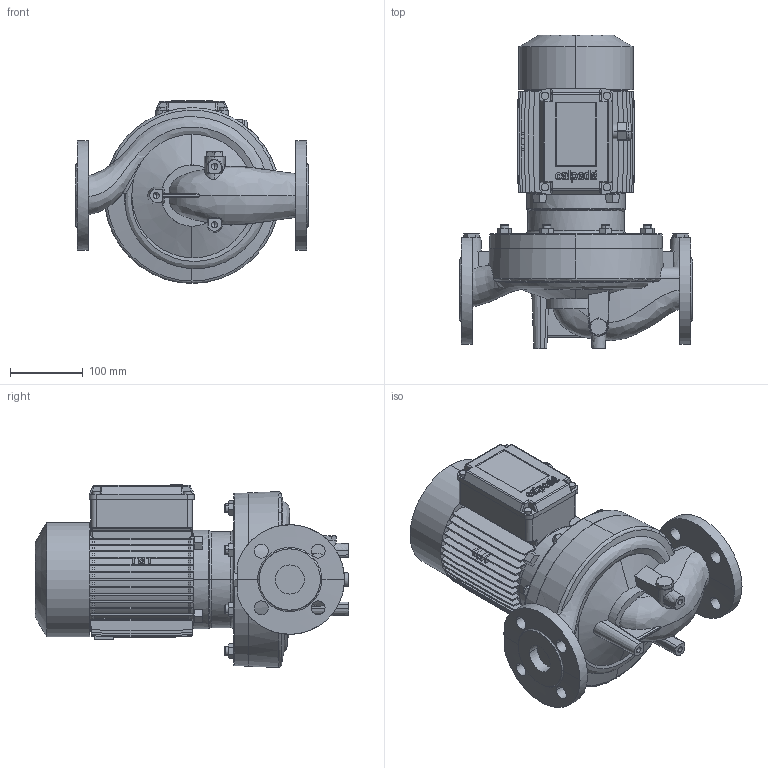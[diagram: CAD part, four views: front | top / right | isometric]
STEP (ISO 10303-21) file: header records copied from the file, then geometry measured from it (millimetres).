
FILE_DESCRIPTION (( 'STEP AP214' ), '1' );
FILE_NAME ('4.93.504.33swa01.step', '2022-02-16T11:28:56', ( '' ), ( '' ), 'SwSTEP 2.0', 'SolidWorks 2020', '' );
FILE_SCHEMA (( 'AUTOMOTIVE_DESIGN' ));
Length unit declared in the file: millimetre
Products named in the file (4): 10007670swn00_M20x1.5; 10007570swp00_80 SZ VER.; 4.93.504.33swa01; Copia di Corpo pompa^4.93.504.33swa01
Assembly tree (3 placements, depth 2):
  4.93.504.33swa01
    Copia di Corpo pompa^4.93.504.33swa01
    10007570swp00_80 SZ VER.
    10007670swn00_M20x1.5
Bounding box: 320.01 x 430 x 250.62 mm (x, y, z)
Volume: 9793498 mm3; surface area: 630141.9 mm2
Topology: 3 solids, 3 shells, 1371 faces, 3597 edges, 2320 vertices
Faces by surface type: plane 808, cone 208, cylinder 200, bspline 132, sphere 12, torus 11
Entity records: 91070 total; most frequent: CARTESIAN_POINT 59039, ORIENTED_EDGE 7142, DIRECTION 5687, EDGE_CURVE 3571, VERTEX_POINT 2320, LINE 2085, VECTOR 2085, AXIS2_PLACEMENT_3D 1801
